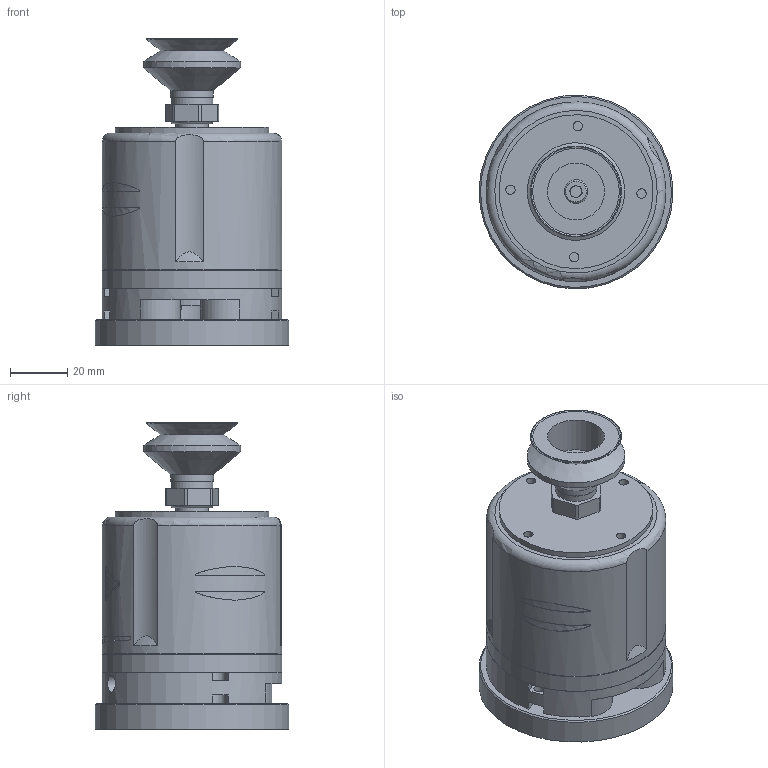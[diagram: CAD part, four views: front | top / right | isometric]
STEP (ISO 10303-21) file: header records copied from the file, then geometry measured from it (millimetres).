
FILE_DESCRIPTION (( 'STEP AP214' ), '1' );
FILE_NAME ('Schmalz_Cobot_Pump_ECBPMi.STEP', '2024-04-19T20:20:56', ( '' ), ( '' ), 'SwSTEP 2.0', 'SolidWorks 2019', '' );
FILE_SCHEMA (( 'AUTOMOTIVE_DESIGN' ));
Length unit declared in the file: millimetre
Products named in the file (4): P003090; Schmalz_Cobot_Pump_ECBPMi; P002345; P002341
Assembly tree (3 placements, depth 2):
  Schmalz_Cobot_Pump_ECBPMi
    P002341
    P002345
    P003090
Bounding box: 67.97 x 67.97 x 107.49 mm (x, y, z)
Volume: 224543.4 mm3; surface area: 56281.3 mm2
Topology: 10 solids, 10 shells, 389 faces, 1034 edges, 718 vertices
Faces by surface type: plane 202, cylinder 119, bspline 46, cone 13, torus 9
Full cylindrical faces by diameter (mm): 1 x8, 3.3 x4, 3.4 x3, 4 x2, 4.1 x1, 5 x2, 6 x6, 6.1 x1, 7 x6, 7.5 x1, 8 x1, 8.3 x1, 10 x4, 10.3 x1, 10.5 x1, 11.3 x1, 11.6 x1, 13 x2, 13.16 x1, 14.5 x1, 15.1 x1, 19.5 x1, 20 x1, 27.26 x1, 27.5 x1, 29.4 x1, 29.8 x1, 31.5 x1, 34.2 x1, 54 x1
Entity records: 20984 total; most frequent: CARTESIAN_POINT 7780, ORIENTED_EDGE 1870, DIRECTION 1600, EDGE_CURVE 935, VERTEX_POINT 696, AXIS2_PLACEMENT_3D 631, EDGE_LOOP 557, FACE_OUTER_BOUND 454
